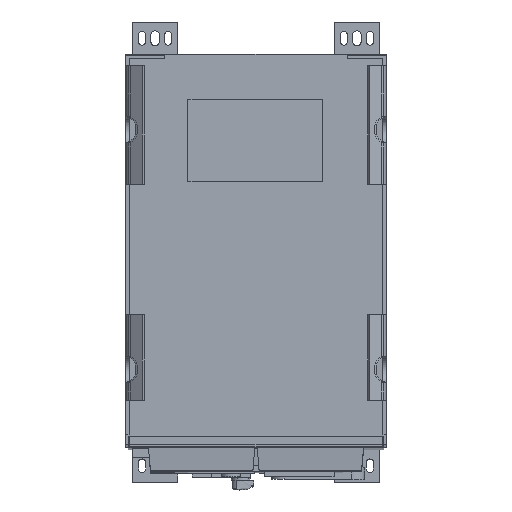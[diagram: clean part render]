
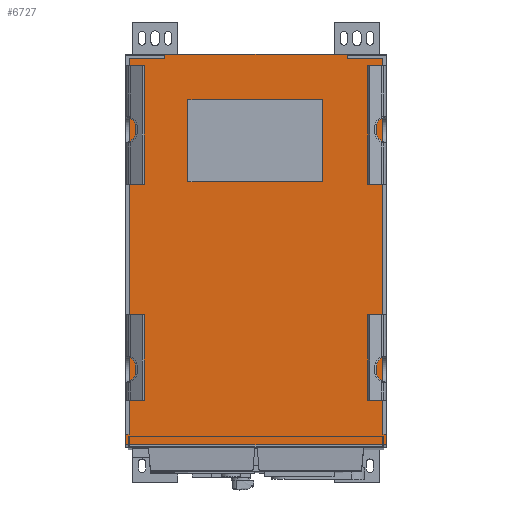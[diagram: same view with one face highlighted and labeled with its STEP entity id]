
A CAD part, top view. The second image highlights one B-rep face of the part: STEP entity #6727.
In plain terms, the highlighted planar face has unit normal (0, 0, 1).
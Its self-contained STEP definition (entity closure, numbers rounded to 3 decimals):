
#6727=ADVANCED_FACE('',(#9010,#9011,#9012),#8023,.T.);
#8023=PLANE('',#32392);
#9010=FACE_BOUND('',#10110,.T.);
#9011=FACE_BOUND('',#10111,.T.);
#9012=FACE_BOUND('',#10112,.T.);
#10110=EDGE_LOOP('',(#14789,#14790,#14791,#14792));
#10111=EDGE_LOOP('',(#14793,#14794,#14795,#14796,#14797,#14798));
#10112=EDGE_LOOP('',(#14799,#14800,#14801,#14802,#14803,#14804,#14805,#14806,
#14807,#14808));
#14789=ORIENTED_EDGE('',*,*,#23501,.F.);
#14790=ORIENTED_EDGE('',*,*,#23502,.F.);
#14791=ORIENTED_EDGE('',*,*,#23503,.F.);
#14792=ORIENTED_EDGE('',*,*,#23504,.F.);
#14793=ORIENTED_EDGE('',*,*,#23488,.T.);
#14794=ORIENTED_EDGE('',*,*,#23486,.T.);
#14795=ORIENTED_EDGE('',*,*,#23484,.T.);
#14796=ORIENTED_EDGE('',*,*,#23482,.T.);
#14797=ORIENTED_EDGE('',*,*,#23480,.T.);
#14798=ORIENTED_EDGE('',*,*,#23477,.T.);
#14799=ORIENTED_EDGE('',*,*,#23505,.T.);
#14800=ORIENTED_EDGE('',*,*,#23475,.T.);
#14801=ORIENTED_EDGE('',*,*,#23473,.T.);
#14802=ORIENTED_EDGE('',*,*,#23471,.T.);
#14803=ORIENTED_EDGE('',*,*,#23469,.T.);
#14804=ORIENTED_EDGE('',*,*,#23467,.F.);
#14805=ORIENTED_EDGE('',*,*,#23506,.T.);
#14806=ORIENTED_EDGE('',*,*,#23507,.F.);
#14807=ORIENTED_EDGE('',*,*,#23209,.F.);
#14808=ORIENTED_EDGE('',*,*,#23499,.T.);
#20294=VERTEX_POINT('',#50512);
#20297=VERTEX_POINT('',#50517);
#20473=VERTEX_POINT('',#51332);
#20474=VERTEX_POINT('',#51334);
#20475=VERTEX_POINT('',#51338);
#20476=VERTEX_POINT('',#51342);
#20477=VERTEX_POINT('',#51346);
#20478=VERTEX_POINT('',#51350);
#20479=VERTEX_POINT('',#51354);
#20480=VERTEX_POINT('',#51355);
#20481=VERTEX_POINT('',#51360);
#20482=VERTEX_POINT('',#51364);
#20483=VERTEX_POINT('',#51368);
#20484=VERTEX_POINT('',#51372);
#20490=VERTEX_POINT('',#51396);
#20492=VERTEX_POINT('',#51403);
#20493=VERTEX_POINT('',#51404);
#20494=VERTEX_POINT('',#51406);
#20495=VERTEX_POINT('',#51408);
#20496=VERTEX_POINT('',#51412);
#23209=EDGE_CURVE('',#20297,#20294,#26646,.T.);
#23467=EDGE_CURVE('',#20473,#20474,#26820,.T.);
#23469=EDGE_CURVE('',#20475,#20474,#26822,.T.);
#23471=EDGE_CURVE('',#20476,#20475,#26824,.T.);
#23473=EDGE_CURVE('',#20477,#20476,#26826,.T.);
#23475=EDGE_CURVE('',#20478,#20477,#26828,.T.);
#23477=EDGE_CURVE('',#20479,#20480,#26830,.T.);
#23480=EDGE_CURVE('',#20481,#20479,#26833,.T.);
#23482=EDGE_CURVE('',#20482,#20481,#26835,.T.);
#23484=EDGE_CURVE('',#20483,#20482,#26837,.T.);
#23486=EDGE_CURVE('',#20484,#20483,#26839,.T.);
#23488=EDGE_CURVE('',#20480,#20484,#26841,.T.);
#23499=EDGE_CURVE('',#20297,#20490,#26852,.T.);
#23501=EDGE_CURVE('',#20492,#20493,#26853,.T.);
#23502=EDGE_CURVE('',#20494,#20492,#26854,.T.);
#23503=EDGE_CURVE('',#20495,#20494,#26855,.T.);
#23504=EDGE_CURVE('',#20493,#20495,#26856,.T.);
#23505=EDGE_CURVE('',#20490,#20478,#26857,.T.);
#23506=EDGE_CURVE('',#20473,#20496,#26858,.T.);
#23507=EDGE_CURVE('',#20294,#20496,#26859,.T.);
#26646=LINE('',#50518,#29718);
#26820=LINE('',#51333,#29892);
#26822=LINE('',#51337,#29894);
#26824=LINE('',#51341,#29896);
#26826=LINE('',#51345,#29898);
#26828=LINE('',#51349,#29900);
#26830=LINE('',#51353,#29902);
#26833=LINE('',#51359,#29905);
#26835=LINE('',#51363,#29907);
#26837=LINE('',#51367,#29909);
#26839=LINE('',#51371,#29911);
#26841=LINE('',#51375,#29913);
#26852=LINE('',#51397,#29924);
#26853=LINE('',#51402,#29925);
#26854=LINE('',#51405,#29926);
#26855=LINE('',#51407,#29927);
#26856=LINE('',#51409,#29928);
#26857=LINE('',#51410,#29929);
#26858=LINE('',#51411,#29930);
#26859=LINE('',#51413,#29931);
#29718=VECTOR('',#36039,1.);
#29892=VECTOR('',#36431,1.);
#29894=VECTOR('',#36435,1.);
#29896=VECTOR('',#36439,1.);
#29898=VECTOR('',#36443,1.);
#29900=VECTOR('',#36447,1.);
#29902=VECTOR('',#36451,1.);
#29905=VECTOR('',#36456,1.);
#29907=VECTOR('',#36460,1.);
#29909=VECTOR('',#36464,1.);
#29911=VECTOR('',#36468,1.);
#29913=VECTOR('',#36472,1.);
#29924=VECTOR('',#36493,1.);
#29925=VECTOR('',#36500,1.);
#29926=VECTOR('',#36501,1.);
#29927=VECTOR('',#36502,1.);
#29928=VECTOR('',#36503,1.);
#29929=VECTOR('',#36504,1.);
#29930=VECTOR('',#36505,1.);
#29931=VECTOR('',#36506,1.);
#32392=AXIS2_PLACEMENT_3D('',#51414,#36507,#36508);
#36039=DIRECTION('',(0.,-1.,0.));
#36431=DIRECTION('',(1.,0.,0.));
#36435=DIRECTION('',(0.,-1.,0.));
#36439=DIRECTION('',(-1.,0.,0.));
#36443=DIRECTION('',(0.,-1.,0.));
#36447=DIRECTION('',(1.,0.,0.));
#36451=DIRECTION('',(0.,1.,0.));
#36456=DIRECTION('',(-1.,0.,0.));
#36460=DIRECTION('',(0.,1.,0.));
#36464=DIRECTION('',(-1.,0.,0.));
#36468=DIRECTION('',(0.,-1.,0.));
#36472=DIRECTION('',(1.,0.,0.));
#36493=DIRECTION('',(-1.,0.,0.));
#36500=DIRECTION('',(1.,0.,0.));
#36501=DIRECTION('',(0.,-1.,0.));
#36502=DIRECTION('',(-1.,0.,0.));
#36503=DIRECTION('',(0.,1.,0.));
#36504=DIRECTION('',(0.,-1.,0.));
#36505=DIRECTION('',(0.,-1.,0.));
#36506=DIRECTION('',(-1.,0.,0.));
#36507=DIRECTION('',(0.,0.,1.));
#36508=DIRECTION('',(1.,0.,0.));
#50512=CARTESIAN_POINT('',(-1350.,0.,1899.5));
#50517=CARTESIAN_POINT('',(-1350.,600.,1899.5));
#50518=CARTESIAN_POINT('',(-1350.,300.,1899.5));
#51332=CARTESIAN_POINT('',(-1750.,16.,1899.5));
#51333=CARTESIAN_POINT('',(-1410.,16.,1899.5));
#51334=CARTESIAN_POINT('',(-1745.,16.,1899.5));
#51337=CARTESIAN_POINT('',(-1745.,300.,1899.5));
#51338=CARTESIAN_POINT('',(-1745.,593.5,1899.5));
#51341=CARTESIAN_POINT('',(-1350.,593.5,1899.5));
#51342=CARTESIAN_POINT('',(-1690.,593.5,1899.5));
#51345=CARTESIAN_POINT('',(-1690.,400.,1899.5));
#51346=CARTESIAN_POINT('',(-1690.,598.498,1899.5));
#51349=CARTESIAN_POINT('',(-1350.,598.498,1899.5));
#51350=CARTESIAN_POINT('',(-1750.,598.498,1899.5));
#51353=CARTESIAN_POINT('',(-1410.,600.,1899.5));
#51354=CARTESIAN_POINT('',(-1410.,593.5,1899.5));
#51355=CARTESIAN_POINT('',(-1410.,598.498,1899.5));
#51359=CARTESIAN_POINT('',(-1412.5,593.5,1899.5));
#51360=CARTESIAN_POINT('',(-1355.,593.5,1899.5));
#51363=CARTESIAN_POINT('',(-1355.,600.,1899.5));
#51364=CARTESIAN_POINT('',(-1355.,16.,1899.5));
#51367=CARTESIAN_POINT('',(-1350.,16.,1899.5));
#51368=CARTESIAN_POINT('',(-1351.,16.,1899.5));
#51371=CARTESIAN_POINT('',(-1351.,16.,1899.5));
#51372=CARTESIAN_POINT('',(-1351.,598.498,1899.5));
#51375=CARTESIAN_POINT('',(-1412.5,598.498,1899.5));
#51396=CARTESIAN_POINT('',(-1750.,600.,1899.5));
#51397=CARTESIAN_POINT('',(0.,600.,1899.5));
#51402=CARTESIAN_POINT('',(-1458.5,403.95,1899.5));
#51403=CARTESIAN_POINT('',(-1654.5,403.95,1899.5));
#51404=CARTESIAN_POINT('',(-1447.5,403.95,1899.5));
#51405=CARTESIAN_POINT('',(-1654.5,530.45,1899.5));
#51406=CARTESIAN_POINT('',(-1654.5,530.45,1899.5));
#51407=CARTESIAN_POINT('',(-1643.5,530.45,1899.5));
#51408=CARTESIAN_POINT('',(-1447.5,530.45,1899.5));
#51409=CARTESIAN_POINT('',(-1447.5,463.95,1899.5));
#51410=CARTESIAN_POINT('',(-1750.,600.,1899.5));
#51411=CARTESIAN_POINT('',(-1750.,600.,1899.5));
#51412=CARTESIAN_POINT('',(-1750.,0.,1899.5));
#51413=CARTESIAN_POINT('',(-1350.,0.,1899.5));
#51414=CARTESIAN_POINT('',(-1350.,600.,1899.5));
